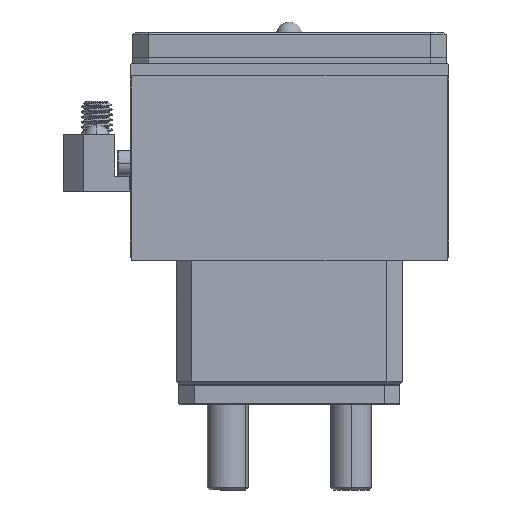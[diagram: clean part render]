
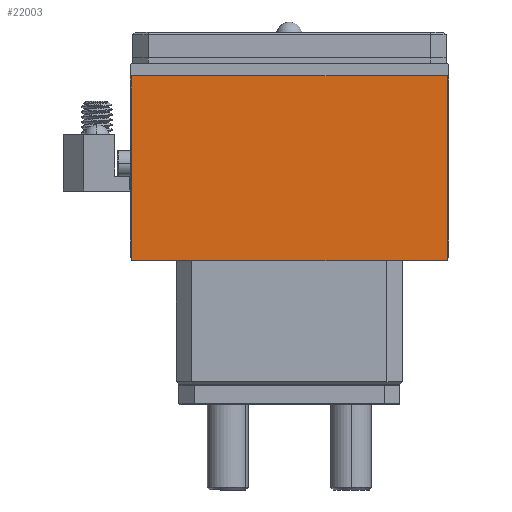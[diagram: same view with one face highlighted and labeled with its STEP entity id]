
A CAD part, left-side view. The second image highlights one B-rep face of the part: STEP entity #22003.
In plain terms, the highlighted planar face has unit normal (-1, 0, 0).
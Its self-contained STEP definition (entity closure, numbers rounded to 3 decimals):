
#2876 = LINE ( 'NONE', #7427, #16789 ) ;
#3020 = LINE ( 'NONE', #35950, #27265 ) ;
#3434 = EDGE_LOOP ( 'NONE', ( #48096, #9749, #13199, #17601 ) ) ;
#3886 = CARTESIAN_POINT ( 'NONE',  ( 0., -30.75, 36. ) ) ;
#4310 = VERTEX_POINT ( 'NONE', #4652 ) ;
#4465 = EDGE_CURVE ( 'NONE', #6803, #21511, #3020, .T. ) ;
#4652 = CARTESIAN_POINT ( 'NONE',  ( 0., -30.75, 0. ) ) ;
#6706 = DIRECTION ( 'NONE',  ( 1., 0., 0. ) ) ;
#6803 = VERTEX_POINT ( 'NONE', #10444 ) ;
#7427 = CARTESIAN_POINT ( 'NONE',  ( 0., -30.75, 36. ) ) ;
#7606 = DIRECTION ( 'NONE',  ( 0., 0., -1. ) ) ;
#8425 = VECTOR ( 'NONE', #7606, 1000. ) ;
#9749 = ORIENTED_EDGE ( 'NONE', *, *, #45220, .F. ) ;
#10444 = CARTESIAN_POINT ( 'NONE',  ( 0., 30.75, 36. ) ) ;
#13199 = ORIENTED_EDGE ( 'NONE', *, *, #4465, .F. ) ;
#13953 = FACE_OUTER_BOUND ( 'NONE', #3434, .T. ) ;
#14236 = EDGE_CURVE ( 'NONE', #37329, #4310, #16222, .T. ) ;
#14857 = EDGE_CURVE ( 'NONE', #6803, #37329, #19121, .T. ) ;
#15274 = VECTOR ( 'NONE', #19698, 1000. ) ;
#15861 = DIRECTION ( 'NONE',  ( 0., -1., 0. ) ) ;
#16222 = LINE ( 'NONE', #40309, #15274 ) ;
#16789 = VECTOR ( 'NONE', #48050, 1000. ) ;
#17601 = ORIENTED_EDGE ( 'NONE', *, *, #14857, .T. ) ;
#19121 = LINE ( 'NONE', #43982, #8425 ) ;
#19698 = DIRECTION ( 'NONE',  ( 0., -1., 0. ) ) ;
#21511 = VERTEX_POINT ( 'NONE', #3886 ) ;
#22003 = ADVANCED_FACE ( 'NONE', ( #13953 ), #30579, .F. ) ;
#23041 = DIRECTION ( 'NONE',  ( 0., 0., -1. ) ) ;
#27265 = VECTOR ( 'NONE', #15861, 1000. ) ;
#30579 = PLANE ( 'NONE',  #48837 ) ;
#30790 = CARTESIAN_POINT ( 'NONE',  ( 0., 30.75, 0. ) ) ;
#35950 = CARTESIAN_POINT ( 'NONE',  ( 0., 30.75, 36. ) ) ;
#37329 = VERTEX_POINT ( 'NONE', #30790 ) ;
#39883 = CARTESIAN_POINT ( 'NONE',  ( 0., 30.75, 36. ) ) ;
#40309 = CARTESIAN_POINT ( 'NONE',  ( 0., 30.75, 0. ) ) ;
#43982 = CARTESIAN_POINT ( 'NONE',  ( 0., 30.75, 36. ) ) ;
#45220 = EDGE_CURVE ( 'NONE', #21511, #4310, #2876, .T. ) ;
#48050 = DIRECTION ( 'NONE',  ( 0., 0., -1. ) ) ;
#48096 = ORIENTED_EDGE ( 'NONE', *, *, #14236, .T. ) ;
#48837 = AXIS2_PLACEMENT_3D ( 'NONE', #39883, #6706, #23041 ) ;
